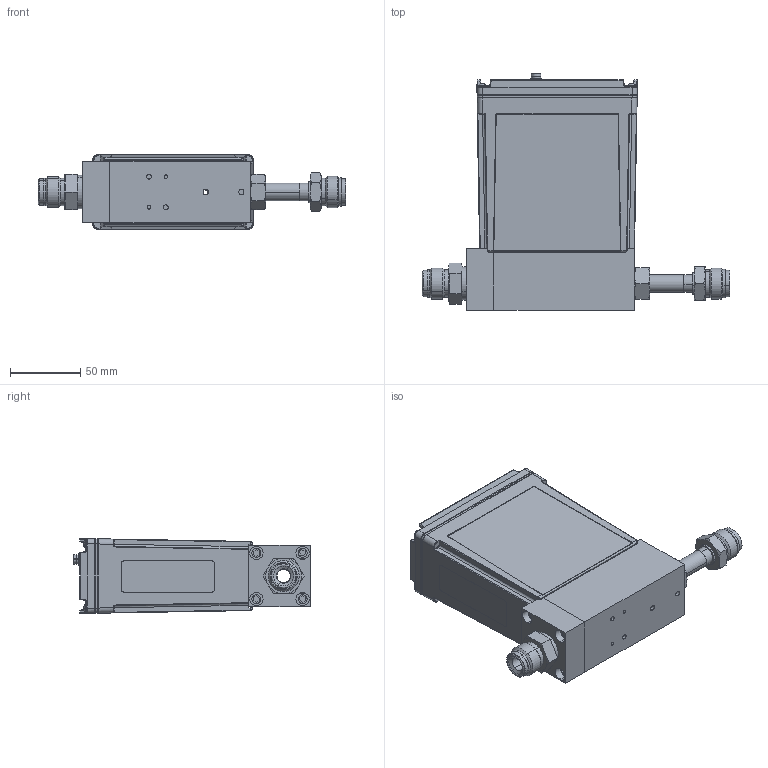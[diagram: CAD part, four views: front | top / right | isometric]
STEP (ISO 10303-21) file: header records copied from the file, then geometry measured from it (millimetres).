
FILE_DESCRIPTION (( 'STEP AP214' ), '1' );
FILE_NAME ('GE250-8VCR-LONG-ETHERCAT.STEP', '2018-04-26T20:05:44', ( '' ), ( '' ), 'SwSTEP 2.0', 'SolidWorks 2015', '' );
FILE_SCHEMA (( 'AUTOMOTIVE_DESIGN' ));
Length unit declared in the file: inch
Products named in the file (1): GE250-8VCR-LONG-ETHERCAT
Bounding box: 219.23 x 168.72 x 53.35 mm (x, y, z)
Surface area: 109689.6 mm2 (no closed solid volume)
Topology: 0 solids, 48 shells, 666 faces, 2148 edges, 1464 vertices
Faces by surface type: plane 281, cylinder 238, bspline 58, cone 50, sphere 21, torus 18
Entity records: 34795 total; most frequent: CARTESIAN_POINT 8340, DIRECTION 3695, ORIENTED_EDGE 3320, EDGE_CURVE 2124, VERTEX_POINT 1459, AXIS2_PLACEMENT_3D 1303, VECTOR 1089, LINE 1089
